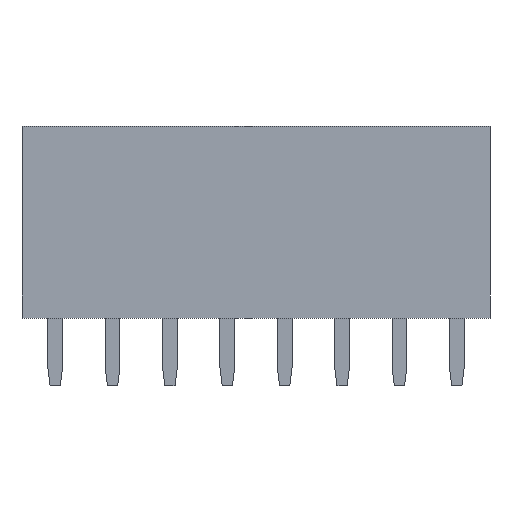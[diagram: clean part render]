
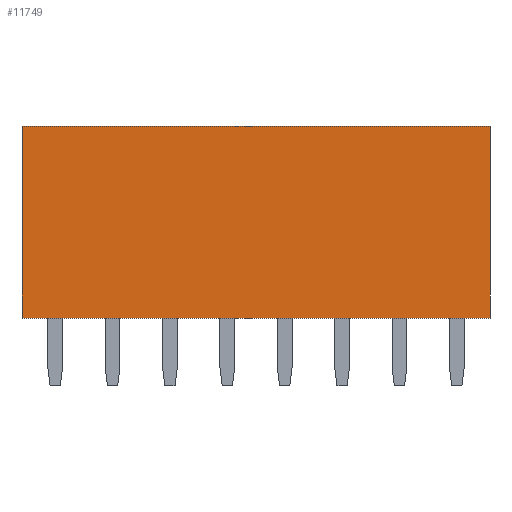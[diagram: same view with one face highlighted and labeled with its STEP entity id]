
A CAD part, front view. The second image highlights one B-rep face of the part: STEP entity #11749.
In plain terms, the highlighted planar face has unit normal (0, -1, 0).
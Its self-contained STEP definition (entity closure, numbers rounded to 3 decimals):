
#687=FACE_OUTER_BOUND($,#1377,.T.);
#1377=EDGE_LOOP($,(#8162,#8163,#8164,#8165));
#1936=LINE($,#16797,#3344);
#2201=LINE($,#17337,#3609);
#2208=LINE($,#17350,#3616);
#2209=LINE($,#17351,#3617);
#3344=VECTOR($,#13349,20.72);
#3609=VECTOR($,#13828,20.72);
#3616=VECTOR($,#13839,8.5);
#3617=VECTOR($,#13840,8.5);
#4752=VERTEX_POINT($,#16794);
#4753=VERTEX_POINT($,#16796);
#4920=VERTEX_POINT($,#17335);
#4921=VERTEX_POINT($,#17336);
#5872=EDGE_CURVE($,#4752,#4753,#1936,.T.);
#6137=EDGE_CURVE($,#4920,#4921,#2201,.T.);
#6144=EDGE_CURVE($,#4752,#4920,#2208,.T.);
#6145=EDGE_CURVE($,#4753,#4921,#2209,.T.);
#8162=ORIENTED_EDGE($,*,*,#5872,.F.);
#8163=ORIENTED_EDGE($,*,*,#6144,.T.);
#8164=ORIENTED_EDGE($,*,*,#6137,.T.);
#8165=ORIENTED_EDGE($,*,*,#6145,.F.);
#11259=PLANE($,#12434);
#11749=ADVANCED_FACE($,(#687),#11259,.T.);
#12434=AXIS2_PLACEMENT_3D($,#17349,#13837,#13838);
#13349=DIRECTION($,(1.,0.,0.));
#13828=DIRECTION($,(1.,0.,0.));
#13837=DIRECTION('center_axis',(0.,-1.,0.));
#13838=DIRECTION('ref_axis',(1.,0.,0.));
#13839=DIRECTION($,(0.,0.,-1.));
#13840=DIRECTION($,(0.,0.,-1.));
#16794=CARTESIAN_POINT('',(-10.36,-1.25,8.5));
#16796=CARTESIAN_POINT('',(10.36,-1.25,8.5));
#16797=CARTESIAN_POINT($,(-10.36,-1.25,8.5));
#17335=CARTESIAN_POINT('',(-10.36,-1.25,0.));
#17336=CARTESIAN_POINT('',(10.36,-1.25,0.));
#17337=CARTESIAN_POINT($,(-10.36,-1.25,0.));
#17349=CARTESIAN_POINT('Origin',(7.62,-1.25,8.5));
#17350=CARTESIAN_POINT($,(-10.36,-1.25,8.5));
#17351=CARTESIAN_POINT($,(10.36,-1.25,8.5));
